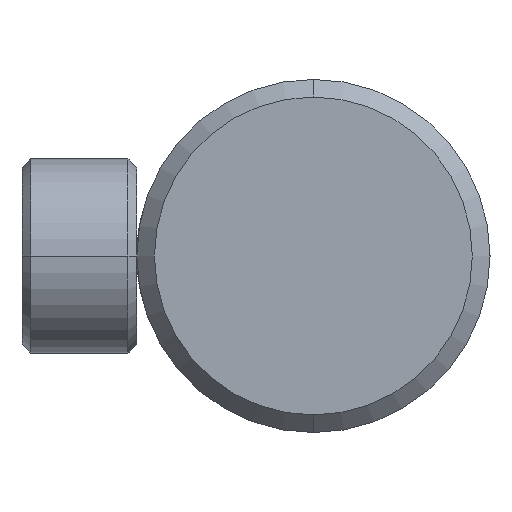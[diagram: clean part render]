
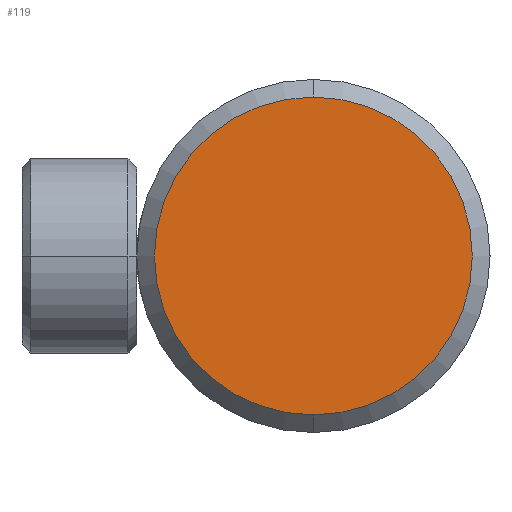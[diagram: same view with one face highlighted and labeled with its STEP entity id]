
A CAD part, left-side view. The second image highlights one B-rep face of the part: STEP entity #119.
In plain terms, the highlighted planar face has unit normal (-1, 0, 0).
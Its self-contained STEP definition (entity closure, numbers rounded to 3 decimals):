
#119 = ADVANCED_FACE ( 'NONE', ( #2576 ), #2757, .T. ) ;
#207 = DIRECTION ( 'NONE',  ( -1., 0., 0. ) ) ;
#282 = AXIS2_PLACEMENT_3D ( 'NONE', #1195, #2627, #1501 ) ;
#423 = CARTESIAN_POINT ( 'NONE',  ( 0., 0., 18. ) ) ;
#1195 = CARTESIAN_POINT ( 'NONE',  ( 0., 0., 0. ) ) ;
#1318 = VERTEX_POINT ( 'NONE', #1962 ) ;
#1414 = AXIS2_PLACEMENT_3D ( 'NONE', #1767, #207, #1652 ) ;
#1421 = EDGE_LOOP ( 'NONE', ( #2392, #1897 ) ) ;
#1501 = DIRECTION ( 'NONE',  ( 0., 0., -1. ) ) ;
#1506 = AXIS2_PLACEMENT_3D ( 'NONE', #2222, #2501, #1689 ) ;
#1652 = DIRECTION ( 'NONE',  ( 0., 0., 1. ) ) ;
#1689 = DIRECTION ( 'NONE',  ( 0., 0., -1. ) ) ;
#1767 = CARTESIAN_POINT ( 'NONE',  ( 0., 0., 0. ) ) ;
#1840 = VERTEX_POINT ( 'NONE', #423 ) ;
#1897 = ORIENTED_EDGE ( 'NONE', *, *, #2233, .F. ) ;
#1962 = CARTESIAN_POINT ( 'NONE',  ( 0., 0., -18. ) ) ;
#2222 = CARTESIAN_POINT ( 'NONE',  ( 0., 0., 0. ) ) ;
#2233 = EDGE_CURVE ( 'NONE', #1840, #1318, #2641, .T. ) ;
#2336 = EDGE_CURVE ( 'NONE', #1318, #1840, #2645, .T. ) ;
#2392 = ORIENTED_EDGE ( 'NONE', *, *, #2336, .F. ) ;
#2501 = DIRECTION ( 'NONE',  ( 1., 0., 0. ) ) ;
#2576 = FACE_OUTER_BOUND ( 'NONE', #1421, .T. ) ;
#2627 = DIRECTION ( 'NONE',  ( 1., 0., 0. ) ) ;
#2641 = CIRCLE ( 'NONE', #282, 18. ) ;
#2645 = CIRCLE ( 'NONE', #1506, 18. ) ;
#2757 = PLANE ( 'NONE',  #1414 ) ;
